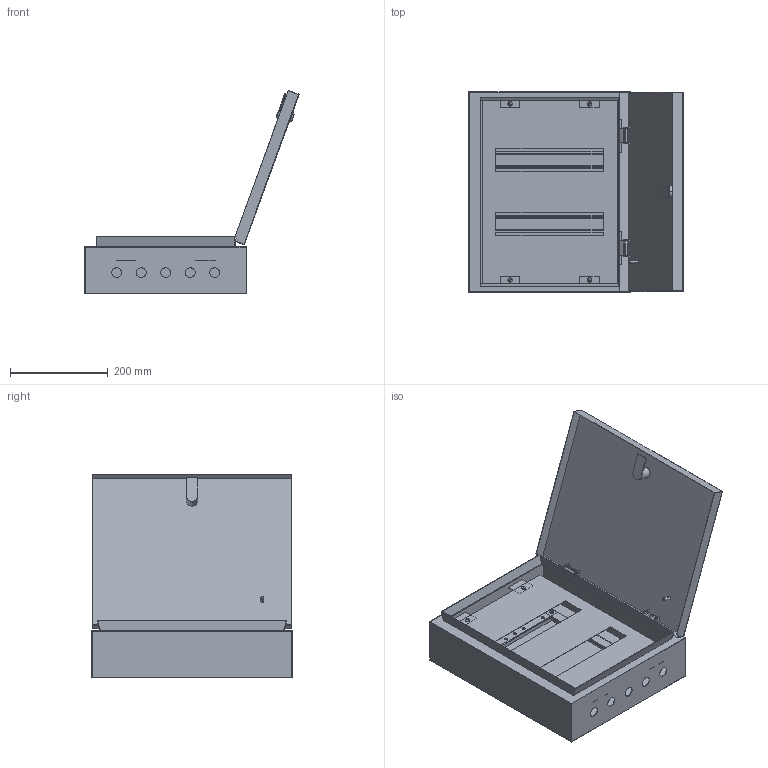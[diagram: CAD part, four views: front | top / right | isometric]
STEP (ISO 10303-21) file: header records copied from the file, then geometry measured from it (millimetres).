
FILE_DESCRIPTION (( 'STEP AP214' ), '1' );
FILE_NAME ('ShRN-24_IP54.STEP', '2016-11-02T06:57:46', ( 'user' ), ( '' ), 'SwSTEP 2.0', 'SolidWorks 2014', '' );
FILE_SCHEMA (( 'AUTOMOTIVE_DESIGN' ));
Length unit declared in the file: millimetre
Products named in the file (7): Dver_ShRN_54_24; IEK 702.002 Ðåéêà óñòàíîâî÷íàÿ_025.06.02; Panel_24; Obolochka_ShRN_IP54_24; DIN-Reika_12 ｬｮ､罩･ｩ; SC GOST 17473_gost_‚¨­â A.M5x10 ƒŽ‘’ 17473-80; ShRN-24_IP54
Assembly tree (19 placements, depth 2):
  ShRN-24_IP54
    Obolochka_ShRN_IP54_24
    Dver_ShRN_54_24
    DIN-Reika_12 ｬｮ､罩･ｩ  x2
    SC GOST 17473_gost_‚¨­â A.M5x10 ƒŽ‘’ 17473-80  x12
    IEK 702.002 Ðåéêà óñòàíîâî÷íàÿ_025.06.02  x2
    Panel_24
Bounding box: 437.39 x 410 x 415.25 mm (x, y, z)
Volume: 635488 mm3; surface area: 1299144.4 mm2
Topology: 23 solids, 23 shells, 488 faces, 1166 edges, 750 vertices
Faces by surface type: plane 292, cylinder 166, sphere 24, cone 6
Entity records: 10105 total; most frequent: DIRECTION 1721, CARTESIAN_POINT 1655, ORIENTED_EDGE 1598, EDGE_CURVE 799, AXIS2_PLACEMENT_3D 584, LINE 553, VECTOR 553, VERTEX_POINT 518
